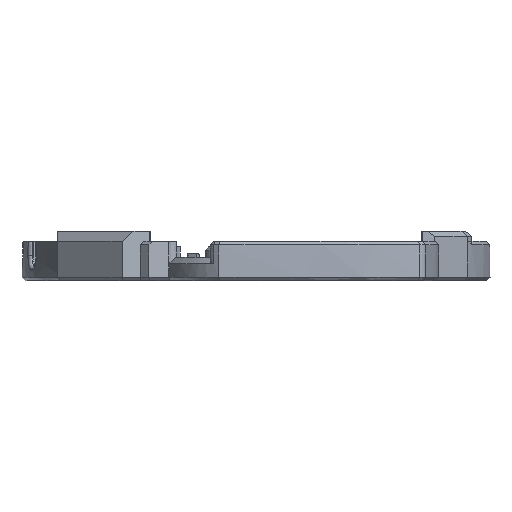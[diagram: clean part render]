
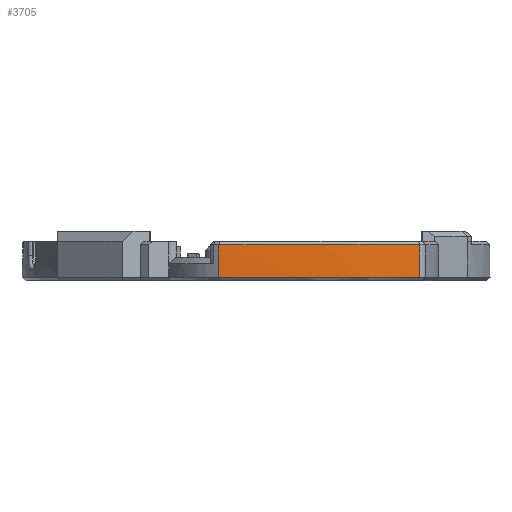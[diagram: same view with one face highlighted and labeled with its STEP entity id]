
A CAD part, left-side view. The second image highlights one B-rep face of the part: STEP entity #3705.
In plain terms, the highlighted free-form (B-spline) face has degree [3, 1] with [19, 2] control points.
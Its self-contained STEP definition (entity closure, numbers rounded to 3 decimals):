
#47=B_SPLINE_SURFACE_WITH_KNOTS('',3,1,((#6057,#6058),(#6059,#6060),(#6061,
#6062),(#6063,#6064),(#6065,#6066),(#6067,#6068),(#6069,#6070),(#6071,#6072),
(#6073,#6074),(#6075,#6076),(#6077,#6078),(#6079,#6080),(#6081,#6082),(#6083,
#6084),(#6085,#6086),(#6087,#6088),(#6089,#6090),(#6091,#6092),(#6093,#6094)),
 .UNSPECIFIED.,.F.,.F.,.F.,(4,3,3,3,3,3,4),(2,2),(-0.025,0.,
0.286,0.643,0.951,1.,1.068),
(-1.,0.161),.UNSPECIFIED.);
#216=FACE_OUTER_BOUND('',#426,.T.);
#426=EDGE_LOOP('',(#2569,#2570,#2571,#2572));
#1205=B_SPLINE_CURVE_WITH_KNOTS('',3,(#5036,#5037,#5038,#5039,#5040,#5041,
#5042,#5043,#5044,#5045,#5046,#5047),.UNSPECIFIED.,.F.,.F.,(4,1,1,1,1,1,
3,4),(-1.,-0.857,-0.714,-0.571,-0.286,
-0.143,0.,0.01),
 .UNSPECIFIED.);
#1240=B_SPLINE_CURVE_WITH_KNOTS('',3,(#5898,#5899,#5900,#5901,#5902,#5903),
 .UNSPECIFIED.,.F.,.F.,(4,2,4),(0.1,0.581,1.061),.UNSPECIFIED.);
#1245=B_SPLINE_CURVE_WITH_KNOTS('',3,(#6096,#6097,#6098,#6099),
 .UNSPECIFIED.,.F.,.F.,(4,4),(-1.061,-0.1),.UNSPECIFIED.);
#1246=B_SPLINE_CURVE_WITH_KNOTS('',3,(#6100,#6101,#6102,#6103,#6104,#6105,
#6106,#6107,#6108,#6109,#6110,#6111),.UNSPECIFIED.,.F.,.F.,(4,3,1,1,1,1,
1,4),(-0.01,0.,0.143,0.286,
0.429,0.571,0.714,1.),.UNSPECIFIED.);
#1457=VERTEX_POINT('',#5033);
#1458=VERTEX_POINT('',#5035);
#1527=VERTEX_POINT('',#5897);
#1531=VERTEX_POINT('',#6095);
#1835=EDGE_CURVE('',#1457,#1458,#1205,.T.);
#1937=EDGE_CURVE('',#1458,#1527,#1240,.T.);
#1942=EDGE_CURVE('',#1531,#1457,#1245,.T.);
#1943=EDGE_CURVE('',#1527,#1531,#1246,.T.);
#2569=ORIENTED_EDGE('',*,*,#1835,.F.);
#2570=ORIENTED_EDGE('',*,*,#1942,.F.);
#2571=ORIENTED_EDGE('',*,*,#1943,.F.);
#2572=ORIENTED_EDGE('',*,*,#1937,.F.);
#3705=ADVANCED_FACE('',(#216),#47,.T.);
#5033=CARTESIAN_POINT('',(-71.375,-48.258,-9.05));
#5035=CARTESIAN_POINT('',(-79.655,10.999,-9.05));
#5036=CARTESIAN_POINT('Ctrl Pts',(-71.375,-48.258,-9.05));
#5037=CARTESIAN_POINT('Ctrl Pts',(-72.223,-45.824,-9.05));
#5038=CARTESIAN_POINT('Ctrl Pts',(-73.73,-41.038,-9.05));
#5039=CARTESIAN_POINT('Ctrl Pts',(-75.475,-34.024,-9.05));
#5040=CARTESIAN_POINT('Ctrl Pts',(-77.235,-24.584,-9.05));
#5041=CARTESIAN_POINT('Ctrl Pts',(-78.375,-14.364,-9.05));
#5042=CARTESIAN_POINT('Ctrl Pts',(-79.186,-1.545,-9.05));
#5043=CARTESIAN_POINT('Ctrl Pts',(-79.495,6.029,-9.05));
#5044=CARTESIAN_POINT('Ctrl Pts',(-79.627,10.141,-9.05));
#5045=CARTESIAN_POINT('Ctrl Pts',(-79.637,10.427,-9.05));
#5046=CARTESIAN_POINT('Ctrl Pts',(-79.646,10.713,-9.05));
#5047=CARTESIAN_POINT('Ctrl Pts',(-79.655,10.999,-9.05));
#5897=CARTESIAN_POINT('',(-79.655,10.999,0.56));
#5898=CARTESIAN_POINT('Ctrl Pts',(-79.655,10.999,-9.05));
#5899=CARTESIAN_POINT('Ctrl Pts',(-79.655,10.999,-7.448));
#5900=CARTESIAN_POINT('Ctrl Pts',(-79.655,10.999,-5.847));
#5901=CARTESIAN_POINT('Ctrl Pts',(-79.655,10.999,-2.643));
#5902=CARTESIAN_POINT('Ctrl Pts',(-79.655,10.999,-1.042));
#5903=CARTESIAN_POINT('Ctrl Pts',(-79.655,10.999,0.56));
#6057=CARTESIAN_POINT('Ctrl Pts',(-79.696,12.278,-10.05));
#6058=CARTESIAN_POINT('Ctrl Pts',(-79.696,12.278,1.56));
#6059=CARTESIAN_POINT('Ctrl Pts',(-79.673,11.566,-10.05));
#6060=CARTESIAN_POINT('Ctrl Pts',(-79.673,11.566,1.56));
#6061=CARTESIAN_POINT('Ctrl Pts',(-79.65,10.853,-10.05));
#6062=CARTESIAN_POINT('Ctrl Pts',(-79.65,10.853,1.56));
#6063=CARTESIAN_POINT('Ctrl Pts',(-79.627,10.141,-10.05));
#6064=CARTESIAN_POINT('Ctrl Pts',(-79.627,10.141,1.56));
#6065=CARTESIAN_POINT('Ctrl Pts',(-79.362,1.903,-10.05));
#6066=CARTESIAN_POINT('Ctrl Pts',(-79.362,1.903,1.56));
#6067=CARTESIAN_POINT('Ctrl Pts',(-79.011,-4.992,-10.05));
#6068=CARTESIAN_POINT('Ctrl Pts',(-79.011,-4.992,1.56));
#6069=CARTESIAN_POINT('Ctrl Pts',(-78.549,-10.974,-10.05));
#6070=CARTESIAN_POINT('Ctrl Pts',(-78.549,-10.974,1.56));
#6071=CARTESIAN_POINT('Ctrl Pts',(-77.973,-18.434,-10.05));
#6072=CARTESIAN_POINT('Ctrl Pts',(-77.973,-18.434,1.56));
#6073=CARTESIAN_POINT('Ctrl Pts',(-77.231,-24.56,-10.05));
#6074=CARTESIAN_POINT('Ctrl Pts',(-77.231,-24.56,1.56));
#6075=CARTESIAN_POINT('Ctrl Pts',(-76.118,-30.488,-10.05));
#6076=CARTESIAN_POINT('Ctrl Pts',(-76.118,-30.488,1.56));
#6077=CARTESIAN_POINT('Ctrl Pts',(-75.159,-35.594,-10.05));
#6078=CARTESIAN_POINT('Ctrl Pts',(-75.159,-35.594,1.56));
#6079=CARTESIAN_POINT('Ctrl Pts',(-73.909,-40.564,-10.05));
#6080=CARTESIAN_POINT('Ctrl Pts',(-73.909,-40.564,1.56));
#6081=CARTESIAN_POINT('Ctrl Pts',(-72.222,-45.745,-10.05));
#6082=CARTESIAN_POINT('Ctrl Pts',(-72.222,-45.745,1.56));
#6083=CARTESIAN_POINT('Ctrl Pts',(-71.951,-46.578,-10.05));
#6084=CARTESIAN_POINT('Ctrl Pts',(-71.951,-46.578,1.56));
#6085=CARTESIAN_POINT('Ctrl Pts',(-71.668,-47.415,-10.05));
#6086=CARTESIAN_POINT('Ctrl Pts',(-71.668,-47.415,1.56));
#6087=CARTESIAN_POINT('Ctrl Pts',(-71.375,-48.258,-10.05));
#6088=CARTESIAN_POINT('Ctrl Pts',(-71.375,-48.258,1.56));
#6089=CARTESIAN_POINT('Ctrl Pts',(-70.982,-49.387,-10.05));
#6090=CARTESIAN_POINT('Ctrl Pts',(-70.982,-49.387,1.56));
#6091=CARTESIAN_POINT('Ctrl Pts',(-70.588,-50.516,-10.05));
#6092=CARTESIAN_POINT('Ctrl Pts',(-70.588,-50.516,1.56));
#6093=CARTESIAN_POINT('Ctrl Pts',(-70.195,-51.645,-10.05));
#6094=CARTESIAN_POINT('Ctrl Pts',(-70.195,-51.645,1.56));
#6095=CARTESIAN_POINT('',(-71.375,-48.258,0.56));
#6096=CARTESIAN_POINT('Ctrl Pts',(-71.375,-48.258,0.56));
#6097=CARTESIAN_POINT('Ctrl Pts',(-71.375,-48.258,-2.643));
#6098=CARTESIAN_POINT('Ctrl Pts',(-71.375,-48.258,-5.847));
#6099=CARTESIAN_POINT('Ctrl Pts',(-71.375,-48.258,-9.05));
#6100=CARTESIAN_POINT('Ctrl Pts',(-79.655,10.999,0.56));
#6101=CARTESIAN_POINT('Ctrl Pts',(-79.646,10.713,0.56));
#6102=CARTESIAN_POINT('Ctrl Pts',(-79.637,10.427,0.56));
#6103=CARTESIAN_POINT('Ctrl Pts',(-79.627,10.141,0.56));
#6104=CARTESIAN_POINT('Ctrl Pts',(-79.495,6.029,0.56));
#6105=CARTESIAN_POINT('Ctrl Pts',(-79.186,-1.544,0.56));
#6106=CARTESIAN_POINT('Ctrl Pts',(-78.579,-11.162,0.56));
#6107=CARTESIAN_POINT('Ctrl Pts',(-77.803,-19.469,0.56));
#6108=CARTESIAN_POINT('Ctrl Pts',(-76.795,-26.953,0.56));
#6109=CARTESIAN_POINT('Ctrl Pts',(-75.036,-36.374,0.56));
#6110=CARTESIAN_POINT('Ctrl Pts',(-73.071,-43.391,0.56));
#6111=CARTESIAN_POINT('Ctrl Pts',(-71.375,-48.258,0.56));
